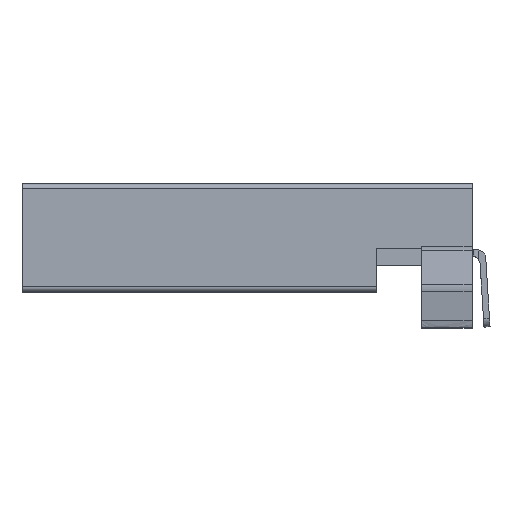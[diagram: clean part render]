
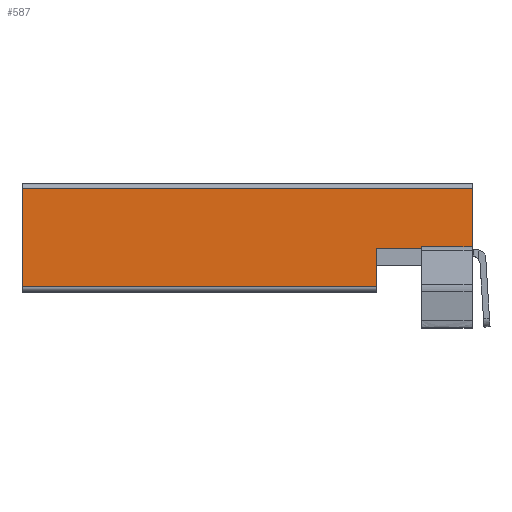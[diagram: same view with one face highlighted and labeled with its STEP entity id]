
A CAD part, top view. The second image highlights one B-rep face of the part: STEP entity #587.
In plain terms, the highlighted planar face has unit normal (0, 0, 1).
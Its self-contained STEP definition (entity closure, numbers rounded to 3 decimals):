
#247 = LINE ( 'NONE', #7809, #3667 ) ;
#587 = ADVANCED_FACE ( 'NONE', ( #10112 ), #6121, .F. ) ;
#789 = DIRECTION ( 'NONE',  ( -1., 0., 0. ) ) ;
#839 = CARTESIAN_POINT ( 'NONE',  ( -11.417, 0.269, -20.135 ) ) ;
#891 = CARTESIAN_POINT ( 'NONE',  ( 7.383, 0.269, -20.135 ) ) ;
#1735 = VECTOR ( 'NONE', #16685, 1000. ) ;
#1758 = CARTESIAN_POINT ( 'NONE',  ( 3.383, -4.231, -20.135 ) ) ;
#1961 = VERTEX_POINT ( 'NONE', #12743 ) ;
#2003 = LINE ( 'NONE', #1758, #12252 ) ;
#2139 = CARTESIAN_POINT ( 'NONE',  ( -11.417, 0.069, -20.135 ) ) ;
#2993 = EDGE_CURVE ( 'NONE', #12460, #6873, #12136, .T. ) ;
#3218 = ORIENTED_EDGE ( 'NONE', *, *, #4162, .T. ) ;
#3452 = CARTESIAN_POINT ( 'NONE',  ( -11.417, -2.355, -20.135 ) ) ;
#3667 = VECTOR ( 'NONE', #15874, 1000. ) ;
#3745 = CARTESIAN_POINT ( 'NONE',  ( 3.383, -2.481, -20.135 ) ) ;
#3883 = EDGE_CURVE ( 'NONE', #7885, #16244, #9248, .T. ) ;
#3948 = DIRECTION ( 'NONE',  ( -1., 0., 0. ) ) ;
#4162 = EDGE_CURVE ( 'NONE', #15468, #7081, #15438, .T. ) ;
#4821 = DIRECTION ( 'NONE',  ( 0., 0., -1. ) ) ;
#5024 = DIRECTION ( 'NONE',  ( 0., 1., 0. ) ) ;
#5059 = DIRECTION ( 'NONE',  ( 0., -1., 0. ) ) ;
#5487 = DIRECTION ( 'NONE',  ( 0., 0., -1. ) ) ;
#5805 = EDGE_CURVE ( 'NONE', #7885, #6873, #2003, .T. ) ;
#5934 = DIRECTION ( 'NONE',  ( 0., -1., 0. ) ) ;
#6121 = PLANE ( 'NONE',  #10407 ) ;
#6289 = CARTESIAN_POINT ( 'NONE',  ( 5.283, -4.231, -20.135 ) ) ;
#6740 = CARTESIAN_POINT ( 'NONE',  ( 5.233, -2.481, -20.135 ) ) ;
#6827 = CARTESIAN_POINT ( 'NONE',  ( -11.417, -4.031, -20.135 ) ) ;
#6873 = VERTEX_POINT ( 'NONE', #7261 ) ;
#6909 = VERTEX_POINT ( 'NONE', #8614 ) ;
#7027 = VECTOR ( 'NONE', #13241, 1000. ) ;
#7081 = VERTEX_POINT ( 'NONE', #11674 ) ;
#7261 = CARTESIAN_POINT ( 'NONE',  ( 3.383, -4.031, -20.135 ) ) ;
#7396 = DIRECTION ( 'NONE',  ( 1., 0., 0. ) ) ;
#7503 = CARTESIAN_POINT ( 'NONE',  ( 3.433, -2.481, -20.135 ) ) ;
#7809 = CARTESIAN_POINT ( 'NONE',  ( 3.383, -2.431, -20.135 ) ) ;
#7885 = VERTEX_POINT ( 'NONE', #3745 ) ;
#8614 = CARTESIAN_POINT ( 'NONE',  ( -11.417, 0.069, -20.135 ) ) ;
#8616 = ORIENTED_EDGE ( 'NONE', *, *, #14352, .T. ) ;
#8986 = AXIS2_PLACEMENT_3D ( 'NONE', #7503, #11258, #789 ) ;
#9248 = CIRCLE ( 'NONE', #8986, 0.05 ) ;
#9377 = ORIENTED_EDGE ( 'NONE', *, *, #13010, .F. ) ;
#9714 = ORIENTED_EDGE ( 'NONE', *, *, #16596, .T. ) ;
#9727 = EDGE_CURVE ( 'NONE', #6909, #12460, #9885, .T. ) ;
#9729 = VECTOR ( 'NONE', #13896, 1000. ) ;
#9885 = LINE ( 'NONE', #839, #9729 ) ;
#9939 = LINE ( 'NONE', #891, #16435 ) ;
#10013 = VERTEX_POINT ( 'NONE', #11569 ) ;
#10028 = DIRECTION ( 'NONE',  ( -1., 0., 0. ) ) ;
#10112 = FACE_OUTER_BOUND ( 'NONE', #16777, .T. ) ;
#10148 = VERTEX_POINT ( 'NONE', #14484 ) ;
#10407 = AXIS2_PLACEMENT_3D ( 'NONE', #11300, #4821, #10028 ) ;
#10900 = VECTOR ( 'NONE', #5024, 1000. ) ;
#10910 = VECTOR ( 'NONE', #7396, 1000. ) ;
#10923 = CIRCLE ( 'NONE', #15051, 0.05 ) ;
#11213 = CARTESIAN_POINT ( 'NONE',  ( 5.283, -2.481, -20.135 ) ) ;
#11258 = DIRECTION ( 'NONE',  ( 0., 0., -1. ) ) ;
#11292 = EDGE_CURVE ( 'NONE', #10013, #10148, #9939, .T. ) ;
#11300 = CARTESIAN_POINT ( 'NONE',  ( -11.417, 0.269, -20.135 ) ) ;
#11569 = CARTESIAN_POINT ( 'NONE',  ( 7.383, 0.069, -20.135 ) ) ;
#11674 = CARTESIAN_POINT ( 'NONE',  ( 5.283, -2.355, -20.135 ) ) ;
#12082 = ORIENTED_EDGE ( 'NONE', *, *, #11292, .F. ) ;
#12136 = LINE ( 'NONE', #6827, #7027 ) ;
#12252 = VECTOR ( 'NONE', #5934, 1000. ) ;
#12400 = ORIENTED_EDGE ( 'NONE', *, *, #2993, .T. ) ;
#12460 = VERTEX_POINT ( 'NONE', #12568 ) ;
#12521 = LINE ( 'NONE', #3452, #10910 ) ;
#12568 = CARTESIAN_POINT ( 'NONE',  ( -11.417, -4.031, -20.135 ) ) ;
#12743 = CARTESIAN_POINT ( 'NONE',  ( 5.233, -2.431, -20.135 ) ) ;
#13010 = EDGE_CURVE ( 'NONE', #1961, #16244, #247, .T. ) ;
#13241 = DIRECTION ( 'NONE',  ( 1., 0., 0. ) ) ;
#13862 = LINE ( 'NONE', #2139, #1735 ) ;
#13896 = DIRECTION ( 'NONE',  ( 0., -1., 0. ) ) ;
#14352 = EDGE_CURVE ( 'NONE', #10013, #6909, #13862, .T. ) ;
#14484 = CARTESIAN_POINT ( 'NONE',  ( 7.383, -2.355, -20.135 ) ) ;
#14618 = ORIENTED_EDGE ( 'NONE', *, *, #3883, .T. ) ;
#14631 = ORIENTED_EDGE ( 'NONE', *, *, #16417, .T. ) ;
#15051 = AXIS2_PLACEMENT_3D ( 'NONE', #6740, #5487, #3948 ) ;
#15438 = LINE ( 'NONE', #6289, #10900 ) ;
#15468 = VERTEX_POINT ( 'NONE', #11213 ) ;
#15781 = ORIENTED_EDGE ( 'NONE', *, *, #9727, .T. ) ;
#15874 = DIRECTION ( 'NONE',  ( -1., 0., 0. ) ) ;
#15879 = CARTESIAN_POINT ( 'NONE',  ( 3.433, -2.431, -20.135 ) ) ;
#16244 = VERTEX_POINT ( 'NONE', #15879 ) ;
#16417 = EDGE_CURVE ( 'NONE', #7081, #10148, #12521, .T. ) ;
#16435 = VECTOR ( 'NONE', #5059, 1000. ) ;
#16596 = EDGE_CURVE ( 'NONE', #1961, #15468, #10923, .T. ) ;
#16685 = DIRECTION ( 'NONE',  ( -1., 0., 0. ) ) ;
#16777 = EDGE_LOOP ( 'NONE', ( #9377, #9714, #3218, #14631, #12082, #8616, #15781, #12400, #16789, #14618 ) ) ;
#16789 = ORIENTED_EDGE ( 'NONE', *, *, #5805, .F. ) ;
